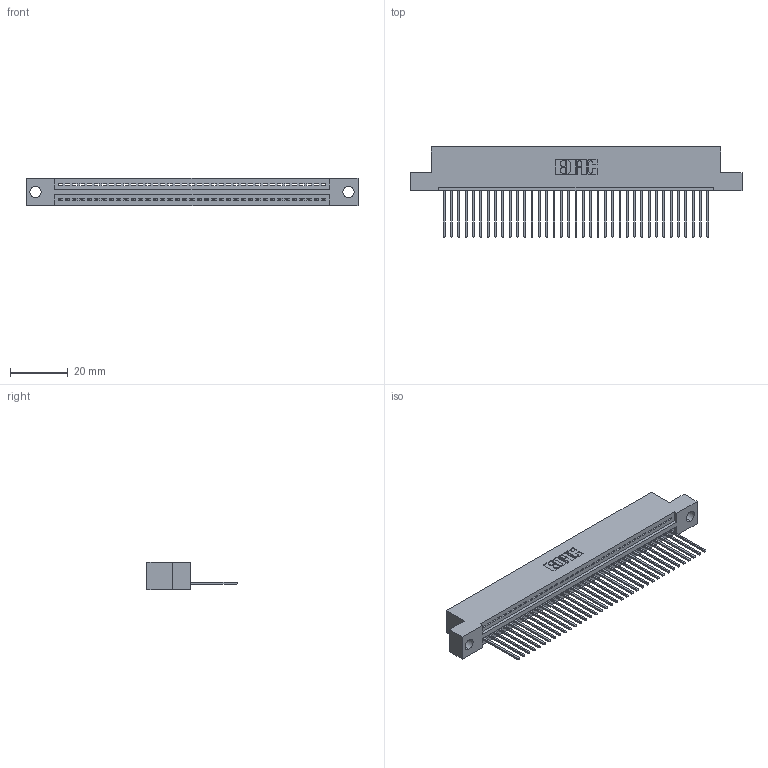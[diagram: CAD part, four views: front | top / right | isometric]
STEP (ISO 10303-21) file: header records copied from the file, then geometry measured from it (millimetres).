
FILE_DESCRIPTION (( 'STEP AP203' ), '1' );
FILE_NAME ('395-037-542-104.STEP', '2018-11-13T23:58:55', ( '' ), ( '' ), 'SwSTEP 2.0', 'SolidWorks 2016', '' );
FILE_SCHEMA (( 'CONFIG_CONTROL_DESIGN' ));
Length unit declared in the file: inch
Products named in the file (3): 345 Part_Flush Mounting Lugs - 0.156 Dia-TH; 345-292-001_345-293-142; 395-037-542-104
Assembly tree (38 placements, depth 2):
  395-037-542-104
    345 Part_Flush Mounting Lugs - 0.156 Dia-TH
    345-292-001_345-293-142  x37
Bounding box: 115.19 x 31.29 x 9.4 mm (x, y, z)
Volume: 10894.3 mm3; surface area: 14738.9 mm2
Topology: 38 solids, 38 shells, 2272 faces, 6853 edges, 4518 vertices
Faces by surface type: plane 1560, cylinder 712
Entity records: 28541 total; most frequent: CARTESIAN_POINT 4951, ORIENTED_EDGE 4922, DIRECTION 4331, EDGE_CURVE 2461, LINE 2181, VECTOR 2181, VERTEX_POINT 1638, AXIS2_PLACEMENT_3D 1075
